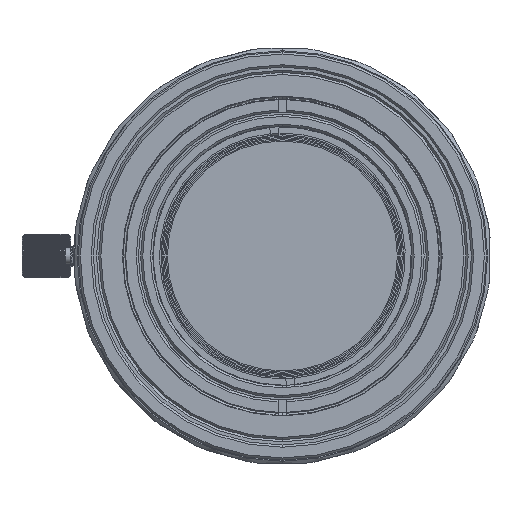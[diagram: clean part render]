
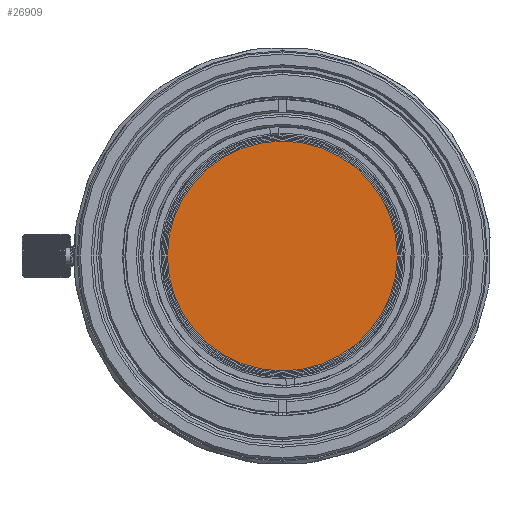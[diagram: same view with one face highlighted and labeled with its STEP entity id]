
A CAD part, left-side view. The second image highlights one B-rep face of the part: STEP entity #26909.
In plain terms, the highlighted planar face has unit normal (-1, 0, 0).
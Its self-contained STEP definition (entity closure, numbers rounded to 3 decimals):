
#2250 = CARTESIAN_POINT ( 'NONE',  ( -9.547, 0., 11.2 ) ) ;
#2741 = CARTESIAN_POINT ( 'NONE',  ( -9.547, 0., -11.2 ) ) ;
#10118 = CARTESIAN_POINT ( 'NONE',  ( -9.547, 0., 0. ) ) ;
#11099 = ORIENTED_EDGE ( 'NONE', *, *, #39464, .T. ) ;
#15911 = VERTEX_POINT ( 'NONE', #2741 ) ;
#16829 = DIRECTION ( 'NONE',  ( 1., 0., 0. ) ) ;
#19081 = ORIENTED_EDGE ( 'NONE', *, *, #58674, .T. ) ;
#19272 = AXIS2_PLACEMENT_3D ( 'NONE', #83992, #16829, #31779 ) ;
#21728 = FACE_OUTER_BOUND ( 'NONE', #34611, .T. ) ;
#26909 = ADVANCED_FACE ( 'NONE', ( #21728 ), #75895, .F. ) ;
#31779 = DIRECTION ( 'NONE',  ( 0., 0.093, -0.996 ) ) ;
#31853 = DIRECTION ( 'NONE',  ( 0., 0., -1. ) ) ;
#34611 = EDGE_LOOP ( 'NONE', ( #19081, #11099 ) ) ;
#39464 = EDGE_CURVE ( 'NONE', #61757, #15911, #60957, .T. ) ;
#46813 = DIRECTION ( 'NONE',  ( -1., 0., 0. ) ) ;
#58674 = EDGE_CURVE ( 'NONE', #15911, #61757, #90175, .T. ) ;
#60957 = CIRCLE ( 'NONE', #77153, 11.2 ) ;
#61757 = VERTEX_POINT ( 'NONE', #2250 ) ;
#62771 = AXIS2_PLACEMENT_3D ( 'NONE', #10118, #92193, #75997 ) ;
#67845 = CARTESIAN_POINT ( 'NONE',  ( -9.547, 0., 0. ) ) ;
#75895 = PLANE ( 'NONE',  #19272 ) ;
#75997 = DIRECTION ( 'NONE',  ( 0., 0., -1. ) ) ;
#77153 = AXIS2_PLACEMENT_3D ( 'NONE', #67845, #46813, #31853 ) ;
#83992 = CARTESIAN_POINT ( 'NONE',  ( -9.547, -12.338, 10.233 ) ) ;
#90175 = CIRCLE ( 'NONE', #62771, 11.2 ) ;
#92193 = DIRECTION ( 'NONE',  ( -1., 0., 0. ) ) ;
